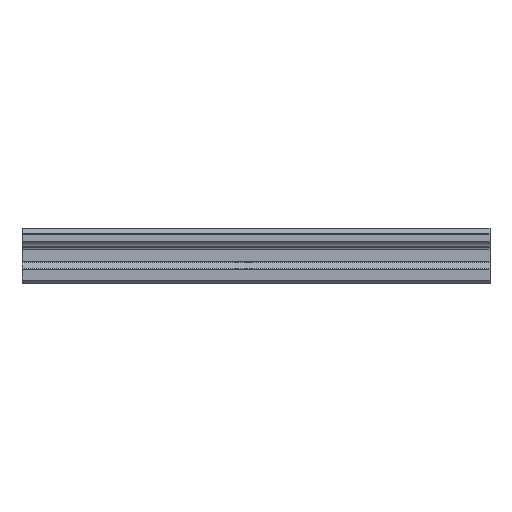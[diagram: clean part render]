
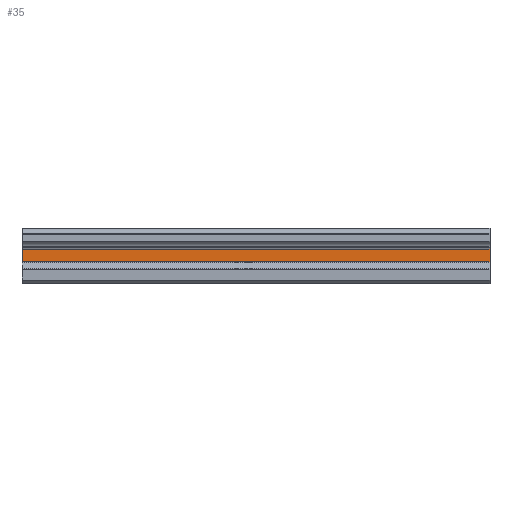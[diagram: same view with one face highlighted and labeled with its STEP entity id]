
A CAD part, top view. The second image highlights one B-rep face of the part: STEP entity #35.
In plain terms, the highlighted planar face has unit normal (0, 0, 1).
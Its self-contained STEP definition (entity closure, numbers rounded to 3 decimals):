
#35 = ADVANCED_FACE ( 'NONE', ( #1498 ), #79, .F. ) ;
#79 = PLANE ( 'NONE',  #1009 ) ;
#111 = DIRECTION ( 'NONE',  ( 0., -1., 0. ) ) ;
#188 = ORIENTED_EDGE ( 'NONE', *, *, #1438, .F. ) ;
#230 = VERTEX_POINT ( 'NONE', #1508 ) ;
#308 = DIRECTION ( 'NONE',  ( 1., 0., 0. ) ) ;
#329 = VERTEX_POINT ( 'NONE', #1691 ) ;
#445 = CARTESIAN_POINT ( 'NONE',  ( 240., 12.664, 18.75 ) ) ;
#503 = VECTOR ( 'NONE', #111, 1000. ) ;
#600 = EDGE_CURVE ( 'NONE', #230, #329, #660, .T. ) ;
#660 = LINE ( 'NONE', #964, #1211 ) ;
#671 = ORIENTED_EDGE ( 'NONE', *, *, #902, .F. ) ;
#688 = EDGE_LOOP ( 'NONE', ( #1949, #188, #671, #1322 ) ) ;
#749 = LINE ( 'NONE', #1377, #503 ) ;
#786 = CARTESIAN_POINT ( 'NONE',  ( 240., 19.939, 18.75 ) ) ;
#811 = DIRECTION ( 'NONE',  ( 0., -1., 0. ) ) ;
#902 = EDGE_CURVE ( 'NONE', #230, #1833, #1074, .T. ) ;
#964 = CARTESIAN_POINT ( 'NONE',  ( -30., 24.422, 18.75 ) ) ;
#1009 = AXIS2_PLACEMENT_3D ( 'NONE', #1339, #1973, #1072 ) ;
#1072 = DIRECTION ( 'NONE',  ( 0., 1., 0. ) ) ;
#1074 = LINE ( 'NONE', #786, #1944 ) ;
#1133 = CARTESIAN_POINT ( 'NONE',  ( 240., 19.939, 18.75 ) ) ;
#1174 = CARTESIAN_POINT ( 'NONE',  ( 240., 12.664, 18.75 ) ) ;
#1211 = VECTOR ( 'NONE', #811, 1000. ) ;
#1322 = ORIENTED_EDGE ( 'NONE', *, *, #600, .T. ) ;
#1339 = CARTESIAN_POINT ( 'NONE',  ( 240., 19.939, 18.75 ) ) ;
#1377 = CARTESIAN_POINT ( 'NONE',  ( 240., 24.422, 18.75 ) ) ;
#1438 = EDGE_CURVE ( 'NONE', #1833, #1497, #749, .T. ) ;
#1466 = DIRECTION ( 'NONE',  ( -1., 0., 0. ) ) ;
#1497 = VERTEX_POINT ( 'NONE', #445 ) ;
#1498 = FACE_OUTER_BOUND ( 'NONE', #688, .T. ) ;
#1508 = CARTESIAN_POINT ( 'NONE',  ( -30., 19.939, 18.75 ) ) ;
#1519 = LINE ( 'NONE', #1174, #1673 ) ;
#1673 = VECTOR ( 'NONE', #1466, 1000. ) ;
#1691 = CARTESIAN_POINT ( 'NONE',  ( -30., 12.664, 18.75 ) ) ;
#1833 = VERTEX_POINT ( 'NONE', #1133 ) ;
#1944 = VECTOR ( 'NONE', #308, 1000. ) ;
#1949 = ORIENTED_EDGE ( 'NONE', *, *, #2001, .F. ) ;
#1973 = DIRECTION ( 'NONE',  ( 0., 0., -1. ) ) ;
#2001 = EDGE_CURVE ( 'NONE', #1497, #329, #1519, .T. ) ;
